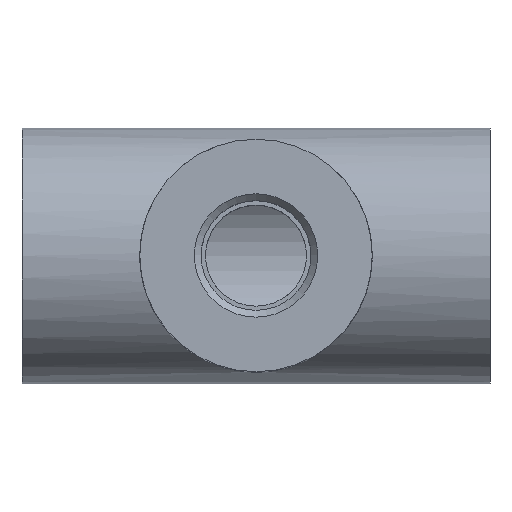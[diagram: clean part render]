
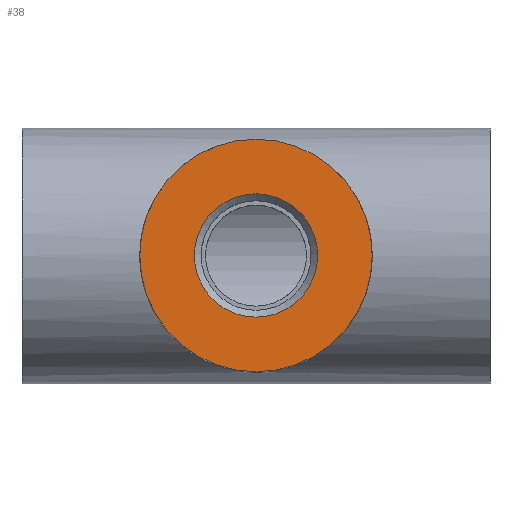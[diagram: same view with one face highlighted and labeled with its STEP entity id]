
A CAD part, top view. The second image highlights one B-rep face of the part: STEP entity #38.
In plain terms, the highlighted planar face has unit normal (0, 0, 1).
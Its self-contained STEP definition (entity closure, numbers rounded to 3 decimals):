
#38 = ADVANCED_FACE( '', ( #83, #84 ), #85, .T. );
#83 = FACE_BOUND( '', #148, .T. );
#84 = FACE_OUTER_BOUND( '', #149, .T. );
#85 = PLANE( '', #150 );
#148 = EDGE_LOOP( '', ( #207 ) );
#149 = EDGE_LOOP( '', ( #208 ) );
#150 = AXIS2_PLACEMENT_3D( '', #209, #210, #211 );
#207 = ORIENTED_EDGE( '', *, *, #293, .T. );
#208 = ORIENTED_EDGE( '', *, *, #294, .T. );
#209 = CARTESIAN_POINT( '', ( -20.75, 0., 50. ) );
#210 = DIRECTION( '', ( 0., 0., 1. ) );
#211 = DIRECTION( '', ( 1., 0., 0. ) );
#293 = EDGE_CURVE( '', #322, #322, #323, .T. );
#294 = EDGE_CURVE( '', #324, #324, #325, .T. );
#322 = VERTEX_POINT( '', #366 );
#323 = CIRCLE( '', #367, 10.48 );
#324 = VERTEX_POINT( '', #368 );
#325 = CIRCLE( '', #369, 19.75 );
#366 = CARTESIAN_POINT( '', ( -31.23, 0., 50. ) );
#367 = AXIS2_PLACEMENT_3D( '', #633, #634, #635 );
#368 = CARTESIAN_POINT( '', ( -1., 0., 50. ) );
#369 = AXIS2_PLACEMENT_3D( '', #636, #637, #638 );
#633 = CARTESIAN_POINT( '', ( -20.75, 0., 50. ) );
#634 = DIRECTION( '', ( 0., 0., -1. ) );
#635 = DIRECTION( '', ( -1., 0., 0. ) );
#636 = CARTESIAN_POINT( '', ( -20.75, 0., 50. ) );
#637 = DIRECTION( '', ( 0., 0., 1. ) );
#638 = DIRECTION( '', ( 1., 0., 0. ) );
